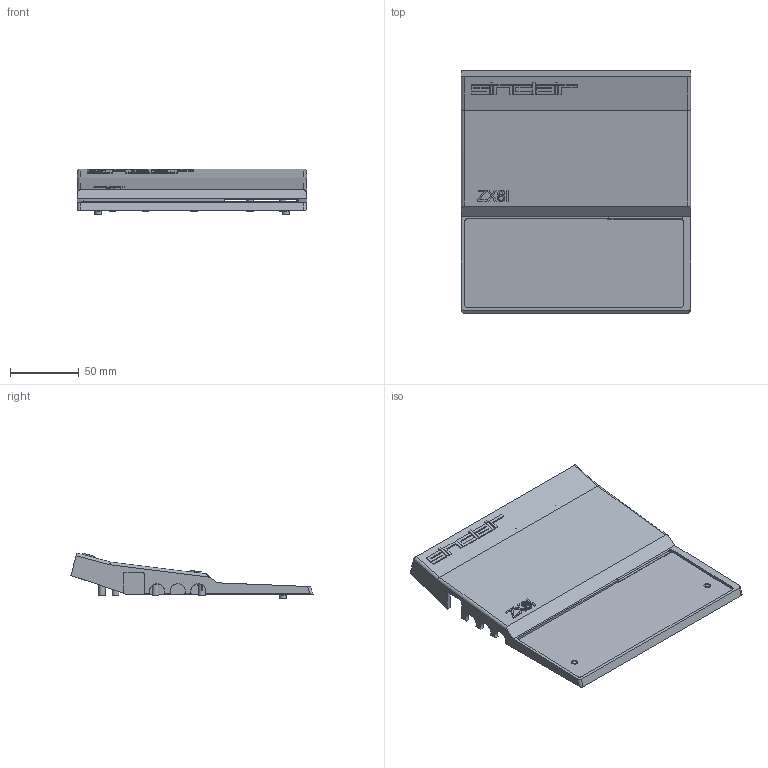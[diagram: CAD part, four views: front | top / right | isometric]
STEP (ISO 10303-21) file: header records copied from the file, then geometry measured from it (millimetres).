
FILE_DESCRIPTION(/* description */ ('','CAx-IF Rec.Pracs.---Representation and Presentation of Product Manufacturing Information (PMI)---4.0---2014-10-13'),/* implementation_level */ '2;1');
FILE_NAME(/* name */ 'ZX81 Case v11 Top Half.step',/* time_stamp */ '2024-12-14T10:58:39Z',/* author */ (''),/* organization */ (''),/* preprocessor_version */ 'ST-DEVELOPER v20',/* originating_system */ 'Autodesk Translation Framework v13.20.0.188',/* authorisation */ '');
FILE_SCHEMA (('AP242_MANAGED_MODEL_BASED_3D_ENGINEERING_MIM_LF { 1 0 10303 442 1 1 4 }'));
Length unit declared in the file: millimetre
Products named in the file (1): ZX81 Case
Bounding box: 166 x 175.48 x 33.21 mm (x, y, z)
Volume: 84943.5 mm3; surface area: 78201.6 mm2
Topology: 50 solids, 50 shells, 397 faces, 899 edges, 597 vertices
Faces by surface type: plane 331, bspline 34, cylinder 32
Full cylindrical faces by diameter (mm): 3 x7, 4.75 x7
Entity records: 11366 total; most frequent: CARTESIAN_POINT 2519, ORIENTED_EDGE 1798, DIRECTION 1634, EDGE_CURVE 899, LINE 758, VECTOR 758, VERTEX_POINT 597, AXIS2_PLACEMENT_3D 438
